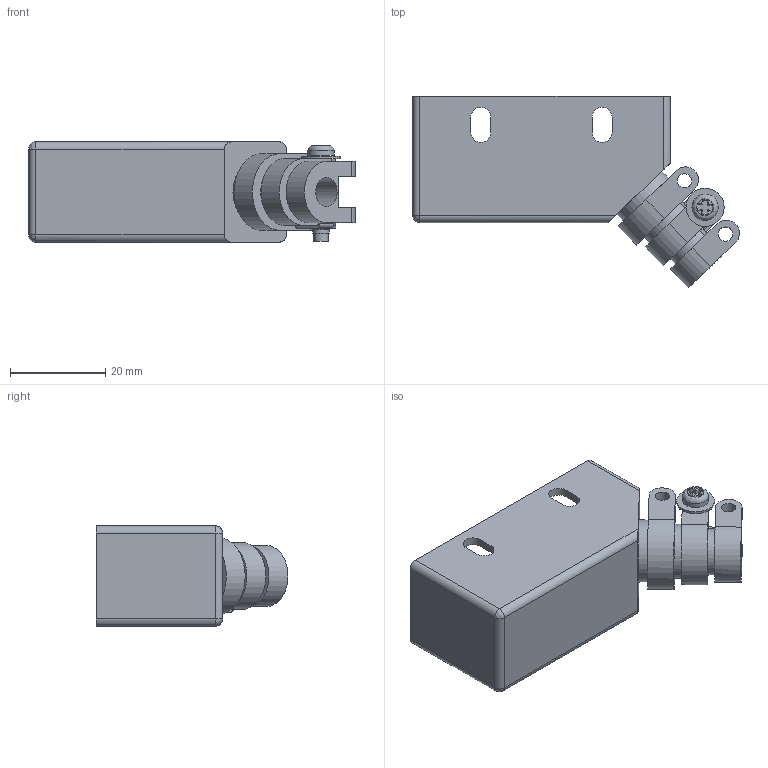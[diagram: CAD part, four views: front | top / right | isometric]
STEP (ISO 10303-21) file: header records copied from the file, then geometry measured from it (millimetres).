
FILE_DESCRIPTION (( 'STEP AP214' ), '1' );
FILE_NAME ('176000-1.STEP', '2019-01-29T14:02:32', ( '' ), ( '' ), 'SwSTEP 2.0', 'SolidWorks 2018', '' );
FILE_SCHEMA (( 'AUTOMOTIVE_DESIGN' ));
Length unit declared in the file: inch
Products named in the file (1): 176000-1
Bounding box: 68.47 x 40.18 x 21 mm (x, y, z)
Volume: 10286.2 mm3; surface area: 11693.1 mm2
Topology: 4 solids, 4 shells, 179 faces, 443 edges, 271 vertices
Faces by surface type: plane 84, cylinder 68, bspline 27
Full cylindrical faces by diameter (mm): 2.5 x1, 3 x7, 3.2 x1, 3.4 x1, 5.5 x1, 6.2 x1, 8 x1, 13 x1
Entity records: 5664 total; most frequent: CARTESIAN_POINT 1552, ORIENTED_EDGE 834, DIRECTION 799, EDGE_CURVE 417, AXIS2_PLACEMENT_3D 279, VERTEX_POINT 268, LINE 241, VECTOR 241
